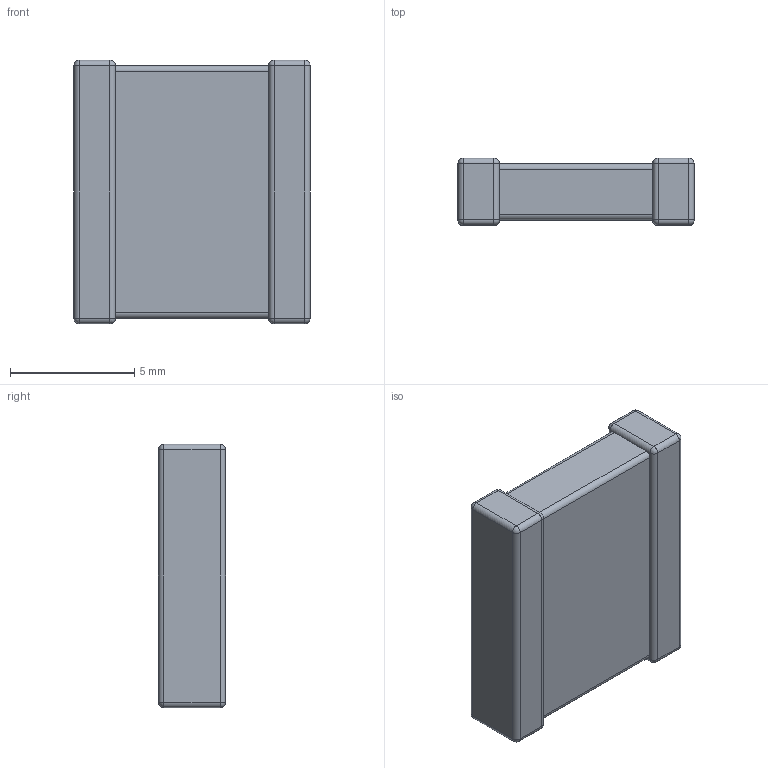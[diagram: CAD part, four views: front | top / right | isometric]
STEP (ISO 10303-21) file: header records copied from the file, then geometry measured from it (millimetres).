
FILE_DESCRIPTION (( 'STEP AP214' ), '1' );
FILE_NAME ('CCS_CCSTDNOS_3640_L9.5W10.6T2.7B1.67.STEP', '2021-03-04T22:31:49', ( '' ), ( '' ), 'SwSTEP 2.0', 'SolidWorks 2014', '' );
FILE_SCHEMA (( 'AUTOMOTIVE_DESIGN' ));
Length unit declared in the file: millimetre
Products named in the file (1): CCS_CCSTDNOS_3640_L9.5W10.6T2.7B1.67
Bounding box: 9.5 x 2.7 x 10.6 mm (x, y, z)
Volume: 235.5 mm3; surface area: 299.5 mm2
Topology: 4 solids, 4 shells, 121 faces, 303 edges, 174 vertices
Faces by surface type: plane 71, cylinder 34, sphere 16
Entity records: 4174 total; most frequent: CARTESIAN_POINT 655, ORIENTED_EDGE 574, DIRECTION 555, EDGE_CURVE 287, LINE 215, VECTOR 215, VERTEX_POINT 174, AXIS2_PLACEMENT_3D 170
